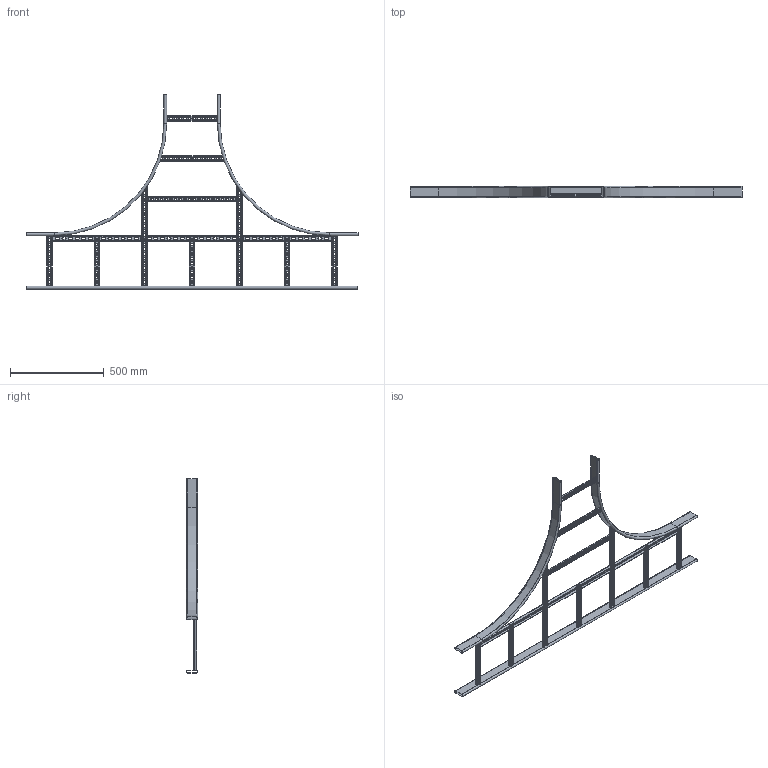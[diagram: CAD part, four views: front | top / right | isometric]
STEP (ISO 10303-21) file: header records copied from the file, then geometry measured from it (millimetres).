
FILE_DESCRIPTION (( 'STEP AP203' ), '1' );
FILE_NAME ('10-04-6378.STEP', '2013-05-02T10:04:52', ( 'asennus' ), ( '' ), 'SwSTEP 2.0', 'SolidWorks 2013', '' );
FILE_SCHEMA (( 'CONFIG_CONTROL_DESIGN' ));
Length unit declared in the file: millimetre
Products named in the file (1): 10-04-6378
Bounding box: 1770 x 60 x 1035 mm (x, y, z)
Volume: 933632.2 mm3; surface area: 1736769.9 mm2
Topology: 14 solids, 14 shells, 1388 faces, 3640 edges, 2280 vertices
Faces by surface type: plane 798, cylinder 564, bspline 18, torus 8
Entity records: 44039 total; most frequent: CARTESIAN_POINT 8891, ORIENTED_EDGE 7280, DIRECTION 7210, EDGE_CURVE 3640, LINE 2412, VECTOR 2412, AXIS2_PLACEMENT_3D 2399, VERTEX_POINT 2280
